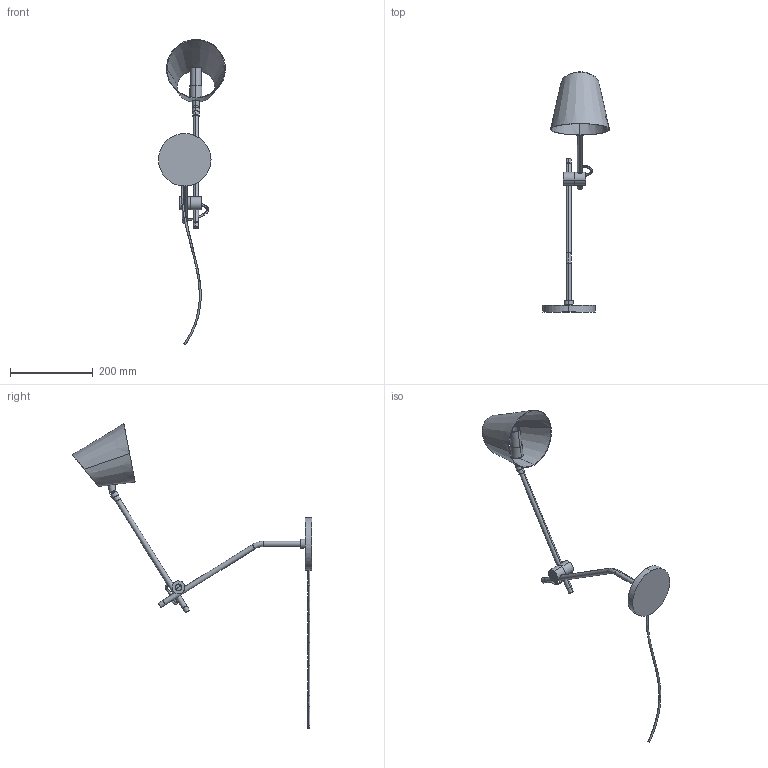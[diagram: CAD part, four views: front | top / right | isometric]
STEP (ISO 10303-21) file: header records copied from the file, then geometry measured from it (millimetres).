
FILE_DESCRIPTION (( 'STEP AP203' ), '1' );
FILE_NAME ('Hartau Table.STEP', '2018-07-03T15:39:01', ( '' ), ( '' ), 'SwSTEP 2.0', 'SolidWorks 2017', '' );
FILE_SCHEMA (( 'CONFIG_CONTROL_DESIGN' ));
Length unit declared in the file: inch
Products named in the file (1): Hartau Table
Bounding box: 161.97 x 580.51 x 738.28 mm (x, y, z)
Surface area: 199408.2 mm2 (no closed solid volume)
Topology: 0 solids, 14 shells, 178 faces, 436 edges, 276 vertices
Faces by surface type: cylinder 86, plane 42, bspline 24, cone 22, torus 4
Entity records: 11549 total; most frequent: CARTESIAN_POINT 7662, ORIENTED_EDGE 840, DIRECTION 708, EDGE_CURVE 432, AXIS2_PLACEMENT_3D 283, VERTEX_POINT 276, EDGE_LOOP 196, ADVANCED_FACE 178
